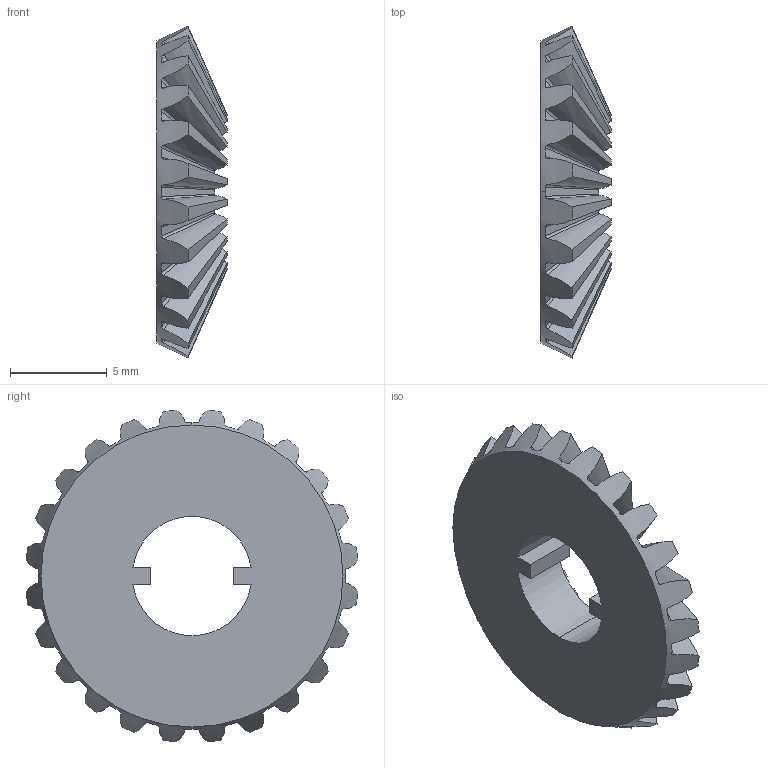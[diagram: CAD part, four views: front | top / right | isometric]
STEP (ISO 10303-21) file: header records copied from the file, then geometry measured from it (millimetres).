
FILE_DESCRIPTION (( 'STEP AP214' ), '1' );
FILE_NAME ('BevelGear24T.STEP', '2025-04-29T06:58:39', ( '' ), ( '' ), 'SwSTEP 2.0', 'SolidWorks 2024', '' );
FILE_SCHEMA (( 'AUTOMOTIVE_DESIGN' ));
Length unit declared in the file: millimetre
Products named in the file (1): BevelGear24T
Bounding box: 3.63 x 17.14 x 17.14 mm (x, y, z)
Volume: 383.7 mm3; surface area: 708.3 mm2
Topology: 1 solids, 1 shells, 161 faces, 475 edges, 316 vertices
Faces by surface type: bspline 120, cone 28, plane 8, cylinder 5
Entity records: 8656 total; most frequent: CARTESIAN_POINT 5333, ORIENTED_EDGE 950, EDGE_CURVE 475, DIRECTION 327, VERTEX_POINT 316, B_SPLINE_CURVE_WITH_KNOTS 292, EDGE_LOOP 163, ADVANCED_FACE 161
